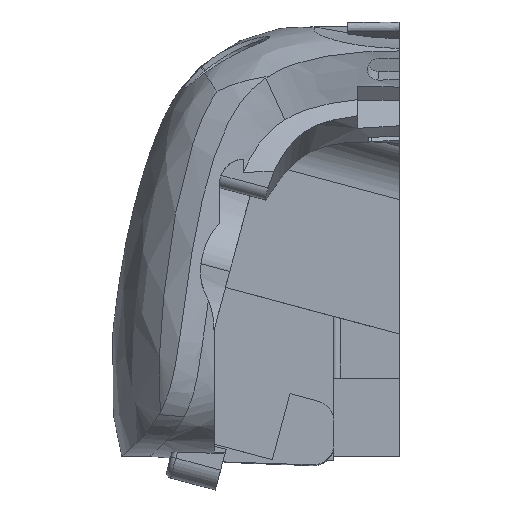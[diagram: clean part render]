
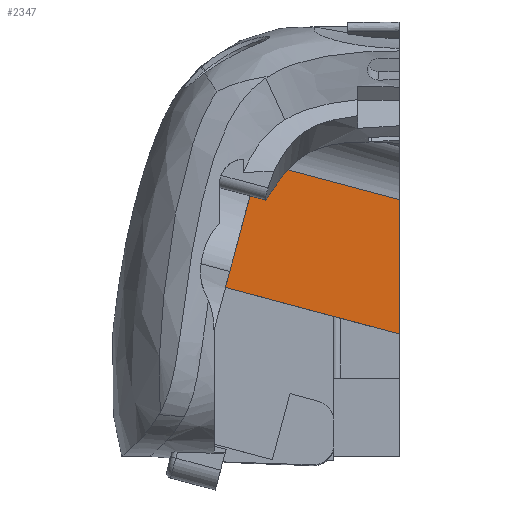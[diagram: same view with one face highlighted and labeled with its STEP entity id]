
A CAD part, front view. The second image highlights one B-rep face of the part: STEP entity #2347.
In plain terms, the highlighted planar face has unit normal (0, -1, 0).
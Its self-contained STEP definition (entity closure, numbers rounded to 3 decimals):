
#356=FACE_OUTER_BOUND('',#484,.T.);
#484=EDGE_LOOP('',(#1538,#1539,#1540,#1541));
#628=LINE('',#3078,#757);
#631=LINE('',#3087,#760);
#632=LINE('',#3088,#761);
#633=LINE('',#3089,#762);
#757=VECTOR('',#2650,10.);
#760=VECTOR('',#2657,10.);
#761=VECTOR('',#2658,10.);
#762=VECTOR('',#2659,10.);
#887=VERTEX_POINT('',#3075);
#888=VERTEX_POINT('',#3077);
#891=VERTEX_POINT('',#3085);
#892=VERTEX_POINT('',#3086);
#1150=EDGE_CURVE('',#888,#887,#628,.T.);
#1154=EDGE_CURVE('',#891,#892,#631,.T.);
#1155=EDGE_CURVE('',#892,#888,#632,.T.);
#1156=EDGE_CURVE('',#887,#891,#633,.T.);
#1538=ORIENTED_EDGE('',*,*,#1154,.T.);
#1539=ORIENTED_EDGE('',*,*,#1155,.T.);
#1540=ORIENTED_EDGE('',*,*,#1150,.T.);
#1541=ORIENTED_EDGE('',*,*,#1156,.T.);
#2293=PLANE('',#2490);
#2347=ADVANCED_FACE('',(#356),#2293,.T.);
#2490=AXIS2_PLACEMENT_3D('',#3084,#2655,#2656);
#2650=DIRECTION('',(0.966,0.,-0.259));
#2655=DIRECTION('center_axis',(0.,-1.,0.));
#2656=DIRECTION('ref_axis',(0.966,0.,-0.259));
#2657=DIRECTION('',(-0.966,0.,0.259));
#2658=DIRECTION('',(-0.259,0.,-0.966));
#2659=DIRECTION('',(0.,0.,1.));
#3075=CARTESIAN_POINT('',(0.,21.268,-12.505));
#3077=CARTESIAN_POINT('',(-16.893,21.268,-7.978));
#3078=CARTESIAN_POINT('',(-16.892,21.268,-7.978));
#3084=CARTESIAN_POINT('Origin',(-16.892,21.268,-7.978));
#3085=CARTESIAN_POINT('',(0.,21.268,0.54));
#3086=CARTESIAN_POINT('',(-13.632,21.268,4.192));
#3087=CARTESIAN_POINT('',(-11.627,21.268,3.655));
#3088=CARTESIAN_POINT('',(-18.368,21.268,-13.484));
#3089=CARTESIAN_POINT('',(0.,21.268,-5.86));
